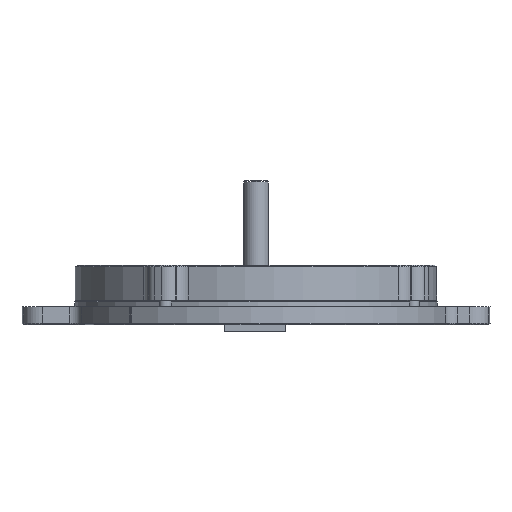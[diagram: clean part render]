
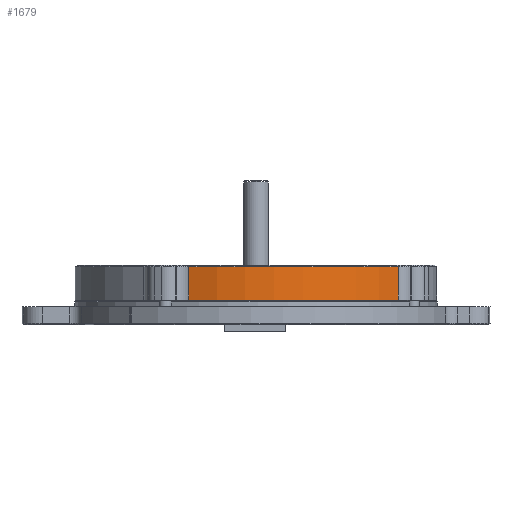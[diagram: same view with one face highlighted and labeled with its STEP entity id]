
A CAD part, front view. The second image highlights one B-rep face of the part: STEP entity #1679.
In plain terms, the highlighted cylindrical face has radius 29 mm (diameter 58 mm), a partial arc.
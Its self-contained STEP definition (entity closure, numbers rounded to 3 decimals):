
#260=CARTESIAN_POINT('',(-63.233,-28.182,52.329));
#261=VERTEX_POINT('',#260);
#302=CARTESIAN_POINT('',(-96.777,-37.17,52.329));
#303=VERTEX_POINT('',#302);
#310=CARTESIAN_POINT('',(-86.016,-10.24,52.329));
#311=DIRECTION('',(0.0,0.0,1.));
#312=DIRECTION('',(0.81,-0.587,0.0));
#313=AXIS2_PLACEMENT_3D('',#310,#311,#312);
#314=CIRCLE('',#313,29.);
#315=EDGE_CURVE('',#303,#261,#314,.T.);
#1550=CARTESIAN_POINT('',(-63.233,-28.182,47.029));
#1551=VERTEX_POINT('',#1550);
#1559=CARTESIAN_POINT('',(-96.777,-37.17,47.029));
#1560=VERTEX_POINT('',#1559);
#1561=CARTESIAN_POINT('',(-86.016,-10.24,47.029));
#1562=DIRECTION('',(0.0,0.0,1.0));
#1563=DIRECTION('',(0.81,-0.587,0.0));
#1564=AXIS2_PLACEMENT_3D('',#1561,#1562,#1563);
#1565=CIRCLE('',#1564,29.0);
#1566=EDGE_CURVE('',#1560,#1551,#1565,.T.);
#1647=CARTESIAN_POINT('',(-63.233,-28.182,52.329));
#1648=DIRECTION('',(0.0,0.0,-1.0));
#1649=VECTOR('',#1648,5.3);
#1650=LINE('',#1647,#1649);
#1651=EDGE_CURVE('',#261,#1551,#1650,.T.);
#1663=CARTESIAN_POINT('',(-86.016,-10.24,52.629));
#1664=DIRECTION('',(0.0,0.0,-1.0));
#1665=DIRECTION('',(0.81,-0.587,0.0));
#1666=AXIS2_PLACEMENT_3D('',#1663,#1664,#1665);
#1667=CYLINDRICAL_SURFACE('',#1666,29.0);
#1668=ORIENTED_EDGE('',*,*,#315,.F.);
#1669=CARTESIAN_POINT('',(-96.777,-37.17,47.029));
#1670=DIRECTION('',(0.0,0.0,1.0));
#1671=VECTOR('',#1670,5.3);
#1672=LINE('',#1669,#1671);
#1673=EDGE_CURVE('',#1560,#303,#1672,.T.);
#1674=ORIENTED_EDGE('',*,*,#1673,.F.);
#1675=ORIENTED_EDGE('',*,*,#1566,.T.);
#1676=ORIENTED_EDGE('',*,*,#1651,.F.);
#1677=EDGE_LOOP('',(#1668,#1674,#1675,#1676));
#1678=FACE_OUTER_BOUND('',#1677,.T.);
#1679=ADVANCED_FACE('',(#1678),#1667,.T.);
